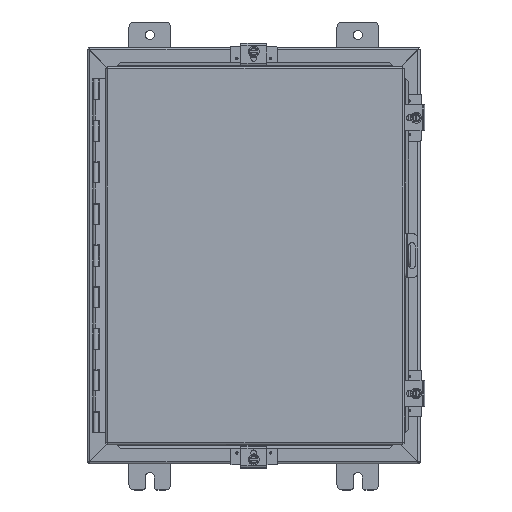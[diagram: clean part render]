
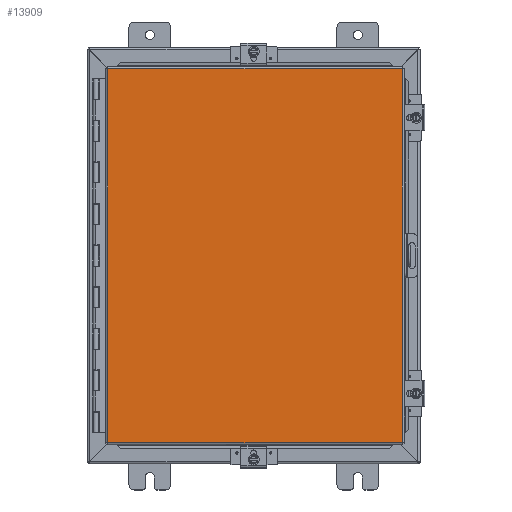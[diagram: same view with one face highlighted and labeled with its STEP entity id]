
A CAD part, top view. The second image highlights one B-rep face of the part: STEP entity #13909.
In plain terms, the highlighted face is planar.
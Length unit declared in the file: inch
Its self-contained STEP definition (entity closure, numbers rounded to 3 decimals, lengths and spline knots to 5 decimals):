
#1901 = CARTESIAN_POINT ( 'NONE',  ( 7.08225, -8.9885, 0. ) ) ;
#3089 = LINE ( 'NONE', #21206, #33691 ) ;
#3384 = LINE ( 'NONE', #28156, #33980 ) ;
#8341 = DIRECTION ( 'NONE',  ( 0., -1., 0. ) ) ;
#8749 = FACE_OUTER_BOUND ( 'NONE', #37891, .T. ) ;
#8787 = ORIENTED_EDGE ( 'NONE', *, *, #26180, .T. ) ;
#10044 = LINE ( 'NONE', #14255, #31916 ) ;
#10055 = CARTESIAN_POINT ( 'NONE',  ( -7.08225, 8.9885, 0. ) ) ;
#13015 = VERTEX_POINT ( 'NONE', #16742 ) ;
#13909 = ADVANCED_FACE ( 'NONE', ( #8749 ), #35253, .F. ) ;
#14255 = CARTESIAN_POINT ( 'NONE',  ( 7.08225, 4.49425, 0. ) ) ;
#14984 = LINE ( 'NONE', #36845, #37703 ) ;
#16068 = DIRECTION ( 'NONE',  ( 0., 1., 0. ) ) ;
#16742 = CARTESIAN_POINT ( 'NONE',  ( -7.08225, -8.9885, 0. ) ) ;
#16750 = ORIENTED_EDGE ( 'NONE', *, *, #23192, .T. ) ;
#19327 = VERTEX_POINT ( 'NONE', #30619 ) ;
#20399 = EDGE_CURVE ( 'NONE', #13015, #31792, #14984, .T. ) ;
#21206 = CARTESIAN_POINT ( 'NONE',  ( 3.54113, -8.9885, 0. ) ) ;
#22672 = EDGE_CURVE ( 'NONE', #19327, #29233, #10044, .T. ) ;
#23192 = EDGE_CURVE ( 'NONE', #29233, #13015, #3089, .T. ) ;
#24610 = ORIENTED_EDGE ( 'NONE', *, *, #22672, .T. ) ;
#26180 = EDGE_CURVE ( 'NONE', #31792, #19327, #3384, .T. ) ;
#28156 = CARTESIAN_POINT ( 'NONE',  ( -3.59375, 8.9885, 0. ) ) ;
#29233 = VERTEX_POINT ( 'NONE', #1901 ) ;
#29405 = ORIENTED_EDGE ( 'NONE', *, *, #20399, .T. ) ;
#30619 = CARTESIAN_POINT ( 'NONE',  ( 7.08225, 8.9885, 0. ) ) ;
#31234 = DIRECTION ( 'NONE',  ( 1., 0., 0. ) ) ;
#31486 = DIRECTION ( 'NONE',  ( 1., 0., 0. ) ) ;
#31705 = DIRECTION ( 'NONE',  ( 0., 0., 1. ) ) ;
#31792 = VERTEX_POINT ( 'NONE', #10055 ) ;
#31826 = CARTESIAN_POINT ( 'NONE',  ( 0., 0., 0. ) ) ;
#31916 = VECTOR ( 'NONE', #8341, 39.37008 ) ;
#33155 = DIRECTION ( 'NONE',  ( -1., 0., 0. ) ) ;
#33535 = AXIS2_PLACEMENT_3D ( 'NONE', #31826, #31705, #31486 ) ;
#33691 = VECTOR ( 'NONE', #33155, 39.37008 ) ;
#33980 = VECTOR ( 'NONE', #31234, 39.37008 ) ;
#35253 = PLANE ( 'NONE',  #33535 ) ;
#36845 = CARTESIAN_POINT ( 'NONE',  ( -7.08225, -4.49425, 0. ) ) ;
#37703 = VECTOR ( 'NONE', #16068, 39.37008 ) ;
#37891 = EDGE_LOOP ( 'NONE', ( #29405, #8787, #24610, #16750 ) ) ;
